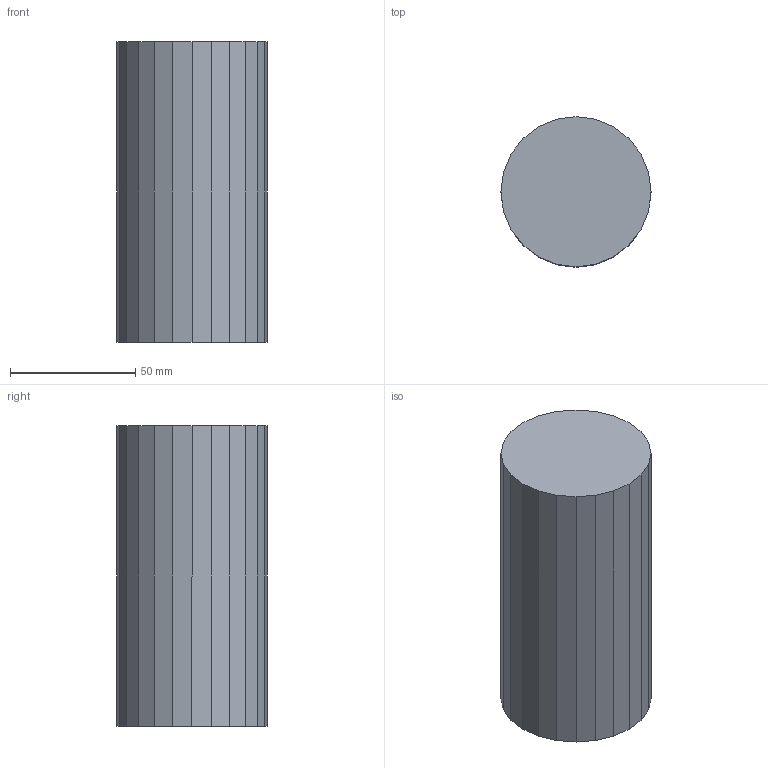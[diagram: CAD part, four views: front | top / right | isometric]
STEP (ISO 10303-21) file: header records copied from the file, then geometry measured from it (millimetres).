
FILE_DESCRIPTION(/* description */ ('This is a sample STEP configuration'),/* implementation_level */ '2;1');
FILE_NAME(/* name */ '684-0060xxxxxxxxxx SIMPLE.ipt_Rev_00.stp',/* time_stamp */ '2023-11-23T14:19:27+01:00',/* author */ ('powerJobs'),/* organization */ ('coolOrange'),/* preprocessor_version */ 'ST-DEVELOPER v19.2',/* originating_system */ 'Autodesk Inventor 2023',/* authorisation */ '');
FILE_SCHEMA (('AUTOMOTIVE_DESIGN { 1 0 10303 214 3 1 1 }'));
Length unit declared in the file: millimetre
Products named in the file (1): ENG000031167
Bounding box: 60 x 60 x 120 mm (x, y, z)
Volume: 308418.4 mm3; surface area: 29315 mm2
Topology: 1 solids, 1 shells, 51 faces, 144 edges, 96 vertices
Faces by surface type: plane 51
Entity records: 1661 total; most frequent: CARTESIAN_POINT 292, ORIENTED_EDGE 288, DIRECTION 248, LINE 144, VECTOR 144, EDGE_CURVE 144, VERTEX_POINT 96, EDGE_LOOP 52
